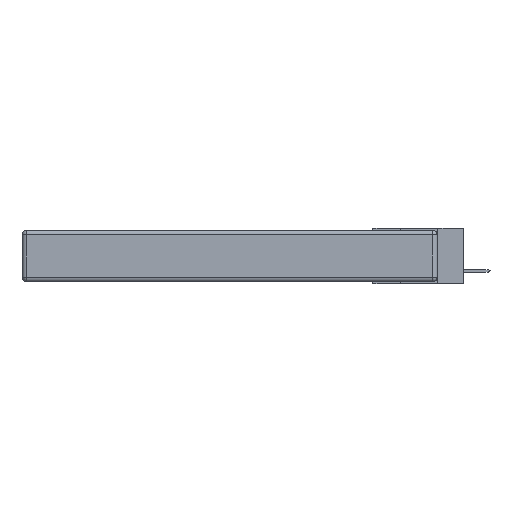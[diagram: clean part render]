
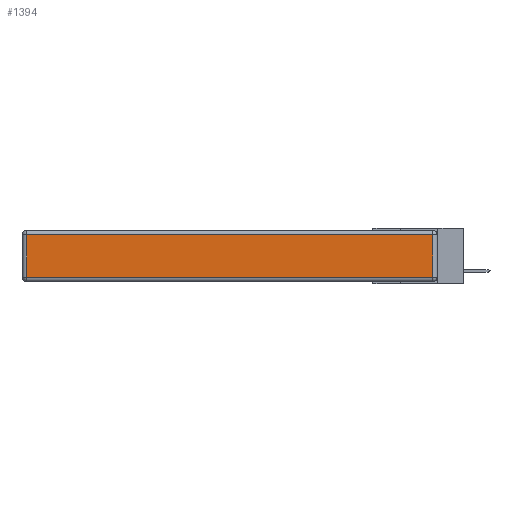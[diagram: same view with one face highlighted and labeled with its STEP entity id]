
A CAD part, left-side view. The second image highlights one B-rep face of the part: STEP entity #1394.
In plain terms, the highlighted planar face has unit normal (-1, 0, 0).
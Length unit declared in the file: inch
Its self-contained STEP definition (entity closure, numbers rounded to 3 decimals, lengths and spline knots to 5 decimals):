
#206 = LINE ( 'NONE', #23307, #10045 ) ;
#338 = VERTEX_POINT ( 'NONE', #12979 ) ;
#1394 = ADVANCED_FACE ( 'NONE', ( #8591 ), #12956, .T. ) ;
#4709 = VECTOR ( 'NONE', #5172, 39.37008 ) ;
#5172 = DIRECTION ( 'NONE',  ( 0., 0., -1. ) ) ;
#5301 = DIRECTION ( 'NONE',  ( -1., 0., 0. ) ) ;
#6081 = CARTESIAN_POINT ( 'NONE',  ( 0., 0.03, -0.343 ) ) ;
#6971 = DIRECTION ( 'NONE',  ( 0., -1., 0. ) ) ;
#7459 = ORIENTED_EDGE ( 'NONE', *, *, #11434, .T. ) ;
#7722 = EDGE_CURVE ( 'NONE', #14463, #20232, #24660, .T. ) ;
#8375 = VERTEX_POINT ( 'NONE', #23805 ) ;
#8591 = FACE_OUTER_BOUND ( 'NONE', #24549, .T. ) ;
#10045 = VECTOR ( 'NONE', #6971, 39.37008 ) ;
#10391 = ORIENTED_EDGE ( 'NONE', *, *, #20360, .T. ) ;
#11035 = CARTESIAN_POINT ( 'NONE',  ( 0., 2.75, -0.03 ) ) ;
#11434 = EDGE_CURVE ( 'NONE', #8375, #14463, #206, .T. ) ;
#12253 = LINE ( 'NONE', #17154, #4709 ) ;
#12798 = CARTESIAN_POINT ( 'NONE',  ( 0., 0.03, -0.03 ) ) ;
#12956 = PLANE ( 'NONE',  #25437 ) ;
#12979 = CARTESIAN_POINT ( 'NONE',  ( 0., 2.72, -0.03 ) ) ;
#13569 = CARTESIAN_POINT ( 'NONE',  ( 0., 0.03, -0.313 ) ) ;
#13998 = ORIENTED_EDGE ( 'NONE', *, *, #7722, .T. ) ;
#14463 = VERTEX_POINT ( 'NONE', #13569 ) ;
#14695 = ORIENTED_EDGE ( 'NONE', *, *, #18751, .T. ) ;
#15169 = DIRECTION ( 'NONE',  ( 0., 1., 0. ) ) ;
#17154 = CARTESIAN_POINT ( 'NONE',  ( 0., 2.72, -0.343 ) ) ;
#18751 = EDGE_CURVE ( 'NONE', #338, #8375, #12253, .T. ) ;
#18807 = VECTOR ( 'NONE', #15169, 39.37008 ) ;
#20124 = DIRECTION ( 'NONE',  ( 0., 0., 1. ) ) ;
#20232 = VERTEX_POINT ( 'NONE', #12798 ) ;
#20360 = EDGE_CURVE ( 'NONE', #20232, #338, #24177, .T. ) ;
#21304 = CARTESIAN_POINT ( 'NONE',  ( 0., 0., -0.343 ) ) ;
#22488 = VECTOR ( 'NONE', #20124, 39.37008 ) ;
#23307 = CARTESIAN_POINT ( 'NONE',  ( 0., 0., -0.313 ) ) ;
#23414 = DIRECTION ( 'NONE',  ( 0., 0., 1. ) ) ;
#23805 = CARTESIAN_POINT ( 'NONE',  ( 0., 2.72, -0.313 ) ) ;
#24177 = LINE ( 'NONE', #11035, #18807 ) ;
#24549 = EDGE_LOOP ( 'NONE', ( #7459, #13998, #10391, #14695 ) ) ;
#24660 = LINE ( 'NONE', #6081, #22488 ) ;
#25437 = AXIS2_PLACEMENT_3D ( 'NONE', #21304, #5301, #23414 ) ;
